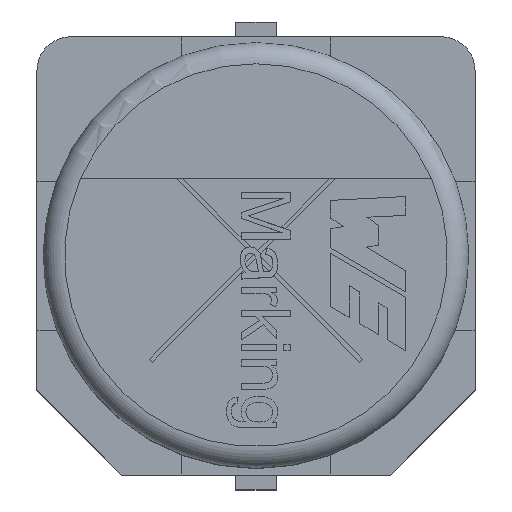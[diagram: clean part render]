
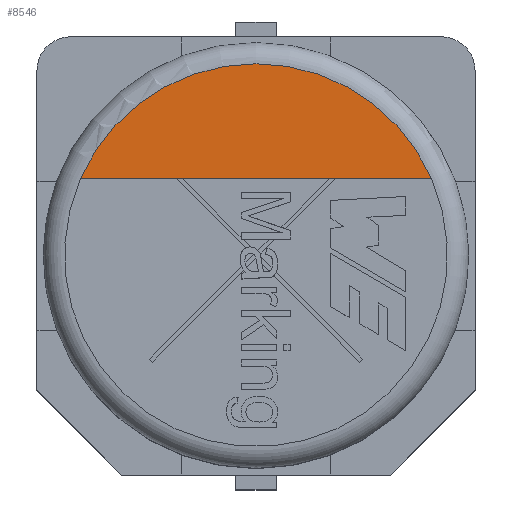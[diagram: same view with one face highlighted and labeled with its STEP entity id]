
A CAD part, top view. The second image highlights one B-rep face of the part: STEP entity #8546.
In plain terms, the highlighted planar face has unit normal (0, 0, 1).
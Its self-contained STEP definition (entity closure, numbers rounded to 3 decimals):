
#7696 = PLANE('',#7697);
#7697 = AXIS2_PLACEMENT_3D('',#7698,#7699,#7700);
#7698 = CARTESIAN_POINT('',(-1.8,4.124,9.74));
#7699 = DIRECTION('',(-1.,0.,0.));
#7700 = DIRECTION('',(0.,0.,1.));
#8546 = ADVANCED_FACE('',(#8547),#8562,.F.);
#8547 = FACE_BOUND('',#8548,.T.);
#8548 = EDGE_LOOP('',(#8549,#8607));
#8549 = ORIENTED_EDGE('',*,*,#8550,.F.);
#8550 = EDGE_CURVE('',#8551,#8553,#8555,.T.);
#8551 = VERTEX_POINT('',#8552);
#8552 = CARTESIAN_POINT('',(-1.8,-4.124,9.74));
#8553 = VERTEX_POINT('',#8554);
#8554 = CARTESIAN_POINT('',(-1.8,4.124,9.74));
#8555 = SURFACE_CURVE('',#8556,(#8561,#8573),.PCURVE_S1.);
#8556 = CIRCLE('',#8557,4.5);
#8557 = AXIS2_PLACEMENT_3D('',#8558,#8559,#8560);
#8558 = CARTESIAN_POINT('',(0.,0.,9.74));
#8559 = DIRECTION('',(0.,0.,-1.));
#8560 = DIRECTION('',(1.,0.,0.));
#8561 = PCURVE('',#8562,#8567);
#8562 = PLANE('',#8563);
#8563 = AXIS2_PLACEMENT_3D('',#8564,#8565,#8566);
#8564 = CARTESIAN_POINT('',(0.,0.,9.74));
#8565 = DIRECTION('',(0.,0.,-1.));
#8566 = DIRECTION('',(-1.,0.,0.));
#8567 = DEFINITIONAL_REPRESENTATION('',(#8568),#8572);
#8568 = CIRCLE('',#8569,4.5);
#8569 = AXIS2_PLACEMENT_2D('',#8570,#8571);
#8570 = CARTESIAN_POINT('',(0.,0.));
#8571 = DIRECTION('',(-1.,0.));
#8572 = ( GEOMETRIC_REPRESENTATION_CONTEXT(2) 
PARAMETRIC_REPRESENTATION_CONTEXT() REPRESENTATION_CONTEXT('2D SPACE',''
  ) );
#8573 = PCURVE('',#8574,#8579);
#8574 = CYLINDRICAL_SURFACE('',#8575,4.5);
#8575 = AXIS2_PLACEMENT_3D('',#8576,#8577,#8578);
#8576 = CARTESIAN_POINT('',(0.,0.,9.74));
#8577 = DIRECTION('',(0.,0.,-1.));
#8578 = DIRECTION('',(1.,0.,0.));
#8579 = DEFINITIONAL_REPRESENTATION('',(#8580),#8606);
#8580 = B_SPLINE_CURVE_WITH_KNOTS('',3,(#8581,#8582,#8583,#8584,#8585,
    #8586,#8587,#8588,#8589,#8590,#8591,#8592,#8593,#8594,#8595,#8596,
    #8597,#8598,#8599,#8600,#8601,#8602,#8603,#8604,#8605),
  .UNSPECIFIED.,.F.,.F.,(4,1,1,1,1,1,1,1,1,1,1,1,1,1,1,1,1,1,1,1,1,1,4),
  (1.982,2.088,2.193,2.298,
    2.404,2.509,2.615,2.72,
    2.825,2.931,3.036,3.142,
    3.247,3.352,3.458,3.563,
    3.669,3.774,3.879,3.985,
    4.09,4.195,4.301),
  .QUASI_UNIFORM_KNOTS.);
#8581 = CARTESIAN_POINT('',(1.982,0.));
#8582 = CARTESIAN_POINT('',(2.017,0.));
#8583 = CARTESIAN_POINT('',(2.088,0.));
#8584 = CARTESIAN_POINT('',(2.193,0.));
#8585 = CARTESIAN_POINT('',(2.298,0.));
#8586 = CARTESIAN_POINT('',(2.404,0.));
#8587 = CARTESIAN_POINT('',(2.509,0.));
#8588 = CARTESIAN_POINT('',(2.615,0.));
#8589 = CARTESIAN_POINT('',(2.72,0.));
#8590 = CARTESIAN_POINT('',(2.825,0.));
#8591 = CARTESIAN_POINT('',(2.931,0.));
#8592 = CARTESIAN_POINT('',(3.036,0.));
#8593 = CARTESIAN_POINT('',(3.142,0.));
#8594 = CARTESIAN_POINT('',(3.247,0.));
#8595 = CARTESIAN_POINT('',(3.352,0.));
#8596 = CARTESIAN_POINT('',(3.458,0.));
#8597 = CARTESIAN_POINT('',(3.563,0.));
#8598 = CARTESIAN_POINT('',(3.669,0.));
#8599 = CARTESIAN_POINT('',(3.774,0.));
#8600 = CARTESIAN_POINT('',(3.879,0.));
#8601 = CARTESIAN_POINT('',(3.985,0.));
#8602 = CARTESIAN_POINT('',(4.09,0.));
#8603 = CARTESIAN_POINT('',(4.195,0.));
#8604 = CARTESIAN_POINT('',(4.266,0.));
#8605 = CARTESIAN_POINT('',(4.301,0.));
#8606 = ( GEOMETRIC_REPRESENTATION_CONTEXT(2) 
PARAMETRIC_REPRESENTATION_CONTEXT() REPRESENTATION_CONTEXT('2D SPACE',''
  ) );
#8607 = ORIENTED_EDGE('',*,*,#8608,.F.);
#8608 = EDGE_CURVE('',#8553,#8551,#8609,.T.);
#8609 = SURFACE_CURVE('',#8610,(#8614,#8621),.PCURVE_S1.);
#8610 = LINE('',#8611,#8612);
#8611 = CARTESIAN_POINT('',(-1.8,4.124,9.74));
#8612 = VECTOR('',#8613,1.);
#8613 = DIRECTION('',(0.,-1.,0.));
#8614 = PCURVE('',#8562,#8615);
#8615 = DEFINITIONAL_REPRESENTATION('',(#8616),#8620);
#8616 = LINE('',#8617,#8618);
#8617 = CARTESIAN_POINT('',(1.8,4.124));
#8618 = VECTOR('',#8619,1.);
#8619 = DIRECTION('',(0.,-1.));
#8620 = ( GEOMETRIC_REPRESENTATION_CONTEXT(2) 
PARAMETRIC_REPRESENTATION_CONTEXT() REPRESENTATION_CONTEXT('2D SPACE',''
  ) );
#8621 = PCURVE('',#7696,#8622);
#8622 = DEFINITIONAL_REPRESENTATION('',(#8623),#8627);
#8623 = LINE('',#8624,#8625);
#8624 = CARTESIAN_POINT('',(0.,0.));
#8625 = VECTOR('',#8626,1.);
#8626 = DIRECTION('',(0.,-1.));
#8627 = ( GEOMETRIC_REPRESENTATION_CONTEXT(2) 
PARAMETRIC_REPRESENTATION_CONTEXT() REPRESENTATION_CONTEXT('2D SPACE',''
  ) );
